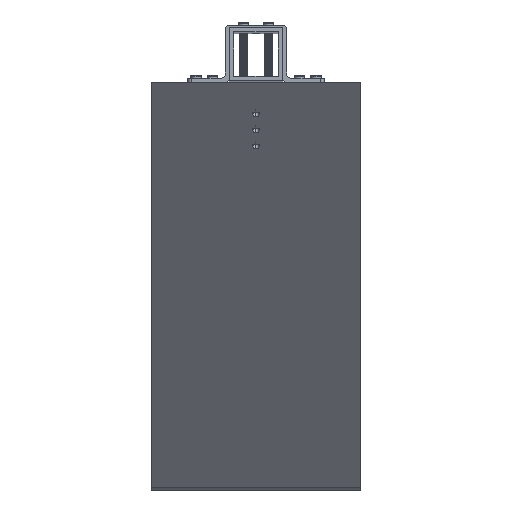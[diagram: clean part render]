
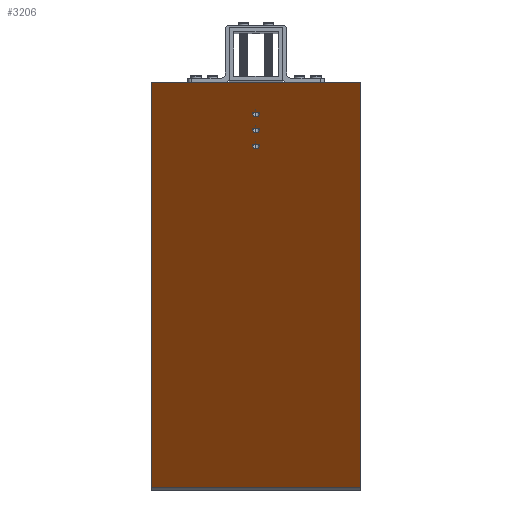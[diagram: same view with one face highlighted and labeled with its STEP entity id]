
A CAD part, top view. The second image highlights one B-rep face of the part: STEP entity #3206.
In plain terms, the highlighted face is planar.
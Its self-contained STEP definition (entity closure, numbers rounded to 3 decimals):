
#256 = CARTESIAN_POINT ( 'NONE',  ( -6.314, 5.298, 50. ) ) ;
#409 = DIRECTION ( 'NONE',  ( -0.766, 0.643, 0. ) ) ;
#456 = DIRECTION ( 'NONE',  ( 0.643, 0.766, 0. ) ) ;
#469 = EDGE_CURVE ( 'NONE', #11355, #14414, #5309, .T. ) ;
#992 = CARTESIAN_POINT ( 'NONE',  ( -169.358, 142.108, 0. ) ) ;
#1175 = CIRCLE ( 'NONE', #10726, 1.5 ) ;
#1727 = EDGE_CURVE ( 'NONE', #14414, #11355, #18576, .T. ) ;
#1932 = VECTOR ( 'NONE', #11247, 1000. ) ;
#2407 = CARTESIAN_POINT ( 'NONE',  ( -177.019, 148.536, 0. ) ) ;
#2432 = ORIENTED_EDGE ( 'NONE', *, *, #3201, .F. ) ;
#2641 = AXIS2_PLACEMENT_3D ( 'NONE', #992, #5545, #22816 ) ;
#3201 = EDGE_CURVE ( 'NONE', #10600, #22145, #15665, .T. ) ;
#3206 = ADVANCED_FACE ( 'NONE', ( #17951, #5098, #11801, #7089 ), #26920, .F. ) ;
#3215 = DIRECTION ( 'NONE',  ( 0.643, 0.766, 0. ) ) ;
#3833 = CARTESIAN_POINT ( 'NONE',  ( -175.87, 147.572, 0. ) ) ;
#4343 = CARTESIAN_POINT ( 'NONE',  ( -168.209, 141.144, 0. ) ) ;
#4392 = LINE ( 'NONE', #13538, #15157 ) ;
#4742 = EDGE_CURVE ( 'NONE', #6704, #9580, #23348, .T. ) ;
#4848 = DIRECTION ( 'NONE',  ( -0.766, 0.643, 0. ) ) ;
#5098 = FACE_BOUND ( 'NONE', #12616, .T. ) ;
#5309 = CIRCLE ( 'NONE', #21250, 1.5 ) ;
#5545 = DIRECTION ( 'NONE',  ( 0.643, 0.766, 0. ) ) ;
#5922 = CARTESIAN_POINT ( 'NONE',  ( -184.679, 154.964, 0. ) ) ;
#6259 = AXIS2_PLACEMENT_3D ( 'NONE', #5922, #18634, #11797 ) ;
#6704 = VERTEX_POINT ( 'NONE', #3833 ) ;
#6748 = CARTESIAN_POINT ( 'NONE',  ( -183.53, 154., 0. ) ) ;
#6969 = EDGE_CURVE ( 'NONE', #22145, #8402, #4392, .T. ) ;
#7089 = FACE_BOUND ( 'NONE', #25368, .T. ) ;
#7259 = ORIENTED_EDGE ( 'NONE', *, *, #469, .F. ) ;
#7364 = CARTESIAN_POINT ( 'NONE',  ( 0., 0., 50. ) ) ;
#7491 = DIRECTION ( 'NONE',  ( 0.643, 0.766, 0. ) ) ;
#7631 = CARTESIAN_POINT ( 'NONE',  ( 0., 0., -50. ) ) ;
#8186 = CARTESIAN_POINT ( 'NONE',  ( -170.507, 143.073, 0. ) ) ;
#8402 = VERTEX_POINT ( 'NONE', #25527 ) ;
#9107 = LINE ( 'NONE', #7631, #14843 ) ;
#9283 = VERTEX_POINT ( 'NONE', #8186 ) ;
#9580 = VERTEX_POINT ( 'NONE', #24976 ) ;
#10432 = CARTESIAN_POINT ( 'NONE',  ( -185.828, 155.928, 0. ) ) ;
#10600 = VERTEX_POINT ( 'NONE', #24199 ) ;
#10726 = AXIS2_PLACEMENT_3D ( 'NONE', #20634, #7491, #17833 ) ;
#11048 = AXIS2_PLACEMENT_3D ( 'NONE', #7364, #11527, #15813 ) ;
#11145 = CARTESIAN_POINT ( 'NONE',  ( -6.314, 5.298, -50. ) ) ;
#11247 = DIRECTION ( 'NONE',  ( -0.766, 0.643, 0. ) ) ;
#11251 = DIRECTION ( 'NONE',  ( 0.643, 0.766, 0. ) ) ;
#11355 = VERTEX_POINT ( 'NONE', #6748 ) ;
#11527 = DIRECTION ( 'NONE',  ( -0.643, -0.766, 0. ) ) ;
#11797 = DIRECTION ( 'NONE',  ( -0.766, 0.643, 0. ) ) ;
#11801 = FACE_BOUND ( 'NONE', #22562, .T. ) ;
#12616 = EDGE_LOOP ( 'NONE', ( #20622, #7259 ) ) ;
#12735 = ORIENTED_EDGE ( 'NONE', *, *, #14759, .F. ) ;
#13162 = VERTEX_POINT ( 'NONE', #11145 ) ;
#13538 = CARTESIAN_POINT ( 'NONE',  ( -200., 167.82, 50. ) ) ;
#14109 = ORIENTED_EDGE ( 'NONE', *, *, #15954, .T. ) ;
#14414 = VERTEX_POINT ( 'NONE', #10432 ) ;
#14759 = EDGE_CURVE ( 'NONE', #9283, #15129, #1175, .T. ) ;
#14765 = EDGE_CURVE ( 'NONE', #13162, #8402, #9107, .T. ) ;
#14843 = VECTOR ( 'NONE', #4848, 1000. ) ;
#15099 = AXIS2_PLACEMENT_3D ( 'NONE', #22613, #3215, #27308 ) ;
#15129 = VERTEX_POINT ( 'NONE', #4343 ) ;
#15157 = VECTOR ( 'NONE', #17509, 1000. ) ;
#15665 = LINE ( 'NONE', #24370, #1932 ) ;
#15813 = DIRECTION ( 'NONE',  ( -0.766, 0.643, 0. ) ) ;
#15868 = DIRECTION ( 'NONE',  ( -0.766, 0.643, 0. ) ) ;
#15954 = EDGE_CURVE ( 'NONE', #10600, #13162, #19789, .T. ) ;
#16850 = ORIENTED_EDGE ( 'NONE', *, *, #14765, .T. ) ;
#16942 = CIRCLE ( 'NONE', #15099, 1.5 ) ;
#17400 = AXIS2_PLACEMENT_3D ( 'NONE', #2407, #11251, #409 ) ;
#17509 = DIRECTION ( 'NONE',  ( 0., 0., -1. ) ) ;
#17833 = DIRECTION ( 'NONE',  ( -0.766, 0.643, 0. ) ) ;
#17951 = FACE_OUTER_BOUND ( 'NONE', #25738, .T. ) ;
#18576 = CIRCLE ( 'NONE', #6259, 1.5 ) ;
#18634 = DIRECTION ( 'NONE',  ( 0.643, 0.766, 0. ) ) ;
#19789 = LINE ( 'NONE', #256, #22601 ) ;
#19850 = CARTESIAN_POINT ( 'NONE',  ( -184.679, 154.964, 0. ) ) ;
#20190 = EDGE_CURVE ( 'NONE', #9580, #6704, #16942, .T. ) ;
#20622 = ORIENTED_EDGE ( 'NONE', *, *, #1727, .F. ) ;
#20634 = CARTESIAN_POINT ( 'NONE',  ( -169.358, 142.108, 0. ) ) ;
#20747 = DIRECTION ( 'NONE',  ( 0., 0., -1. ) ) ;
#21250 = AXIS2_PLACEMENT_3D ( 'NONE', #19850, #456, #15868 ) ;
#21283 = ORIENTED_EDGE ( 'NONE', *, *, #4742, .F. ) ;
#22145 = VERTEX_POINT ( 'NONE', #25971 ) ;
#22562 = EDGE_LOOP ( 'NONE', ( #23424, #21283 ) ) ;
#22601 = VECTOR ( 'NONE', #20747, 1000. ) ;
#22613 = CARTESIAN_POINT ( 'NONE',  ( -177.019, 148.536, 0. ) ) ;
#22816 = DIRECTION ( 'NONE',  ( -0.766, 0.643, 0. ) ) ;
#23348 = CIRCLE ( 'NONE', #17400, 1.5 ) ;
#23424 = ORIENTED_EDGE ( 'NONE', *, *, #20190, .F. ) ;
#24199 = CARTESIAN_POINT ( 'NONE',  ( -6.314, 5.298, 50. ) ) ;
#24370 = CARTESIAN_POINT ( 'NONE',  ( 0., 0., 50. ) ) ;
#24678 = ORIENTED_EDGE ( 'NONE', *, *, #6969, .F. ) ;
#24976 = CARTESIAN_POINT ( 'NONE',  ( -178.168, 149.5, 0. ) ) ;
#25242 = EDGE_CURVE ( 'NONE', #15129, #9283, #27221, .T. ) ;
#25368 = EDGE_LOOP ( 'NONE', ( #12735, #25566 ) ) ;
#25527 = CARTESIAN_POINT ( 'NONE',  ( -200., 167.82, -50. ) ) ;
#25566 = ORIENTED_EDGE ( 'NONE', *, *, #25242, .F. ) ;
#25738 = EDGE_LOOP ( 'NONE', ( #2432, #14109, #16850, #24678 ) ) ;
#25971 = CARTESIAN_POINT ( 'NONE',  ( -200., 167.82, 50. ) ) ;
#26920 = PLANE ( 'NONE',  #11048 ) ;
#27221 = CIRCLE ( 'NONE', #2641, 1.5 ) ;
#27308 = DIRECTION ( 'NONE',  ( -0.766, 0.643, 0. ) ) ;
